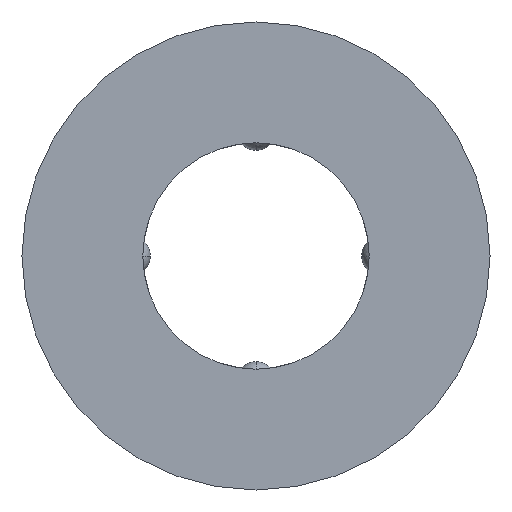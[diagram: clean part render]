
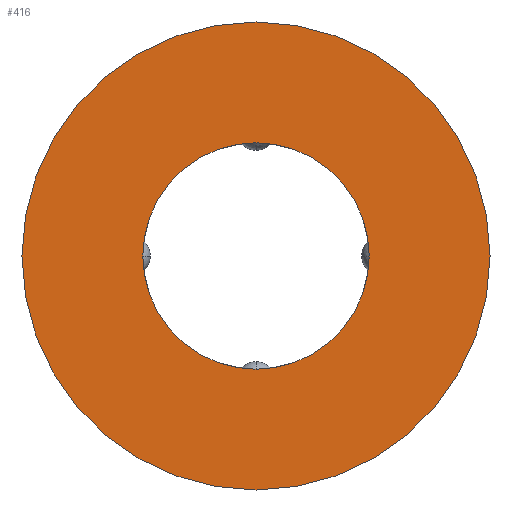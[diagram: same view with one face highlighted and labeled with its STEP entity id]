
A CAD part, left-side view. The second image highlights one B-rep face of the part: STEP entity #416.
In plain terms, the highlighted planar face has unit normal (-1, 0, 0).
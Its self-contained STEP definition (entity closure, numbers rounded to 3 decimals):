
#416=ADVANCED_FACE('',(#863,#864),#865,.T.);
#863=FACE_BOUND('',#1311,.T.);
#864=FACE_OUTER_BOUND('',#1312,.T.);
#865=PLANE('',#1313);
#1311=EDGE_LOOP('',(#2422,#2423));
#1312=EDGE_LOOP('',(#2424,#2425));
#1313=AXIS2_PLACEMENT_3D('',#2426,#2427,#2428);
#2422=ORIENTED_EDGE('',*,*,#2752,.T.);
#2423=ORIENTED_EDGE('',*,*,#2810,.T.);
#2424=ORIENTED_EDGE('',*,*,#2497,.T.);
#2425=ORIENTED_EDGE('',*,*,#2900,.T.);
#2426=CARTESIAN_POINT('',(-6.0,0.0,0.0));
#2427=DIRECTION('',(-1.0,0.0,0.0));
#2428=DIRECTION('',(0.0,0.0,-1.0));
#2497=EDGE_CURVE('',#2943,#2947,#2949,.T.);
#2752=EDGE_CURVE('',#3381,#3379,#3382,.T.);
#2810=EDGE_CURVE('',#3379,#3381,#3446,.T.);
#2900=EDGE_CURVE('',#2947,#2943,#3536,.T.);
#2943=VERTEX_POINT('',#3585);
#2947=VERTEX_POINT('',#3590);
#2949=CIRCLE('',#3593,15.5);
#3379=VERTEX_POINT('',#5722);
#3381=VERTEX_POINT('',#5725);
#3382=CIRCLE('',#5726,7.5);
#3446=CIRCLE('',#6482,7.5);
#3536=CIRCLE('',#7272,15.5);
#3585=CARTESIAN_POINT('',(-6.0,0.0,-15.5));
#3590=CARTESIAN_POINT('',(-6.0,0.,15.5));
#3593=AXIS2_PLACEMENT_3D('',#7315,#7316,#7317);
#5722=CARTESIAN_POINT('',(-6.0,0.,7.5));
#5725=CARTESIAN_POINT('',(-6.0,0.0,-7.5));
#5726=AXIS2_PLACEMENT_3D('',#7506,#7507,#7508);
#6482=AXIS2_PLACEMENT_3D('',#7536,#7537,#7538);
#7272=AXIS2_PLACEMENT_3D('',#7548,#7549,#7550);
#7315=CARTESIAN_POINT('',(-6.0,0.0,0.0));
#7316=DIRECTION('',(-1.0,0.0,0.0));
#7317=DIRECTION('',(0.0,0.0,-1.0));
#7506=CARTESIAN_POINT('',(-6.0,0.0,0.0));
#7507=DIRECTION('',(1.0,-0.0,0.0));
#7508=DIRECTION('',(0.0,0.0,-1.0));
#7536=CARTESIAN_POINT('',(-6.0,0.0,0.0));
#7537=DIRECTION('',(1.0,-0.0,0.0));
#7538=DIRECTION('',(0.0,0.0,-1.0));
#7548=CARTESIAN_POINT('',(-6.0,0.0,0.0));
#7549=DIRECTION('',(-1.0,0.0,0.0));
#7550=DIRECTION('',(0.0,0.0,-1.0));
